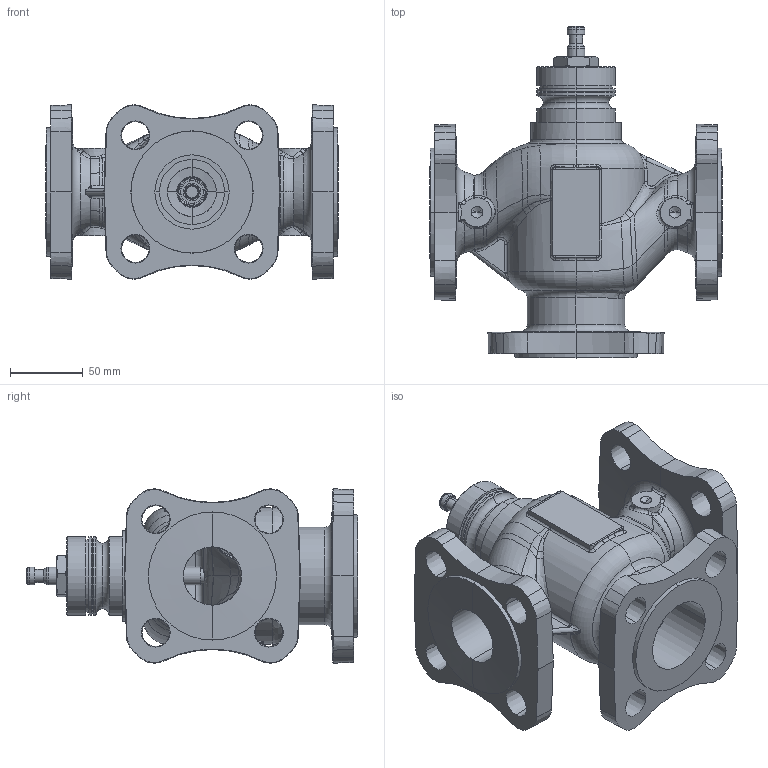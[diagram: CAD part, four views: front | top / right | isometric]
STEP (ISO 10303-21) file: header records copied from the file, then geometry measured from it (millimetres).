
FILE_DESCRIPTION((''),'2;1');
FILE_NAME('VF-3R_DN40_SW0001','2023-03-30T13:59:14',('User'),(''),'CREO PARAMETRIC BY PTC INC, 2019010','CREO PARAMETRIC BY PTC INC, 2019010','');
FILE_SCHEMA(('CONFIG_CONTROL_DESIGN'));
Products named in the file (1): VF-3R_DN40_SW0001
Bounding box: 201.25 x 228 x 119.7 mm (x, y, z)
Surface area: 222008.1 mm2 (no closed solid volume)
Topology: 0 solids, 15 shells, 788 faces, 2467 edges, 1622 vertices
Faces by surface type: bspline 393, cone 141, cylinder 116, plane 87, torus 37, sphere 14
Entity records: 93270 total; most frequent: CARTESIAN_POINT 75340, ORIENTED_EDGE 4328, EDGE_CURVE 2449, DIRECTION 2368, VERTEX_POINT 1622, B_SPLINE_CURVE_WITH_KNOTS 1432, AXIS2_PLACEMENT_3D 956, EDGE_LOOP 841
